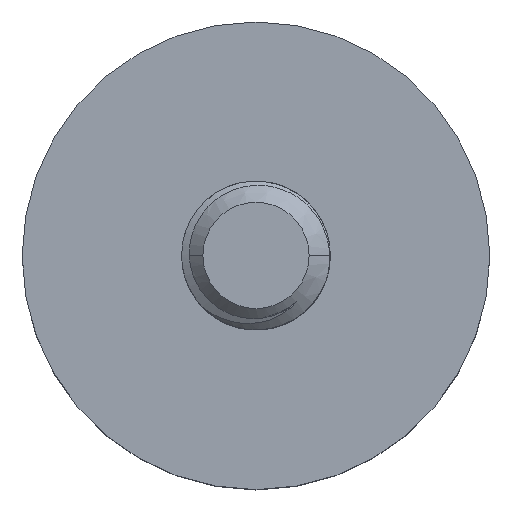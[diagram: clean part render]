
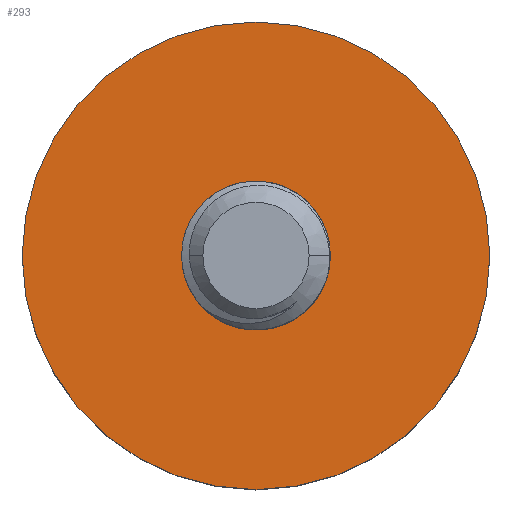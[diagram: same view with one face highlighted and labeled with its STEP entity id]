
A CAD part, top view. The second image highlights one B-rep face of the part: STEP entity #293.
In plain terms, the highlighted planar face has unit normal (0, 0, 1).
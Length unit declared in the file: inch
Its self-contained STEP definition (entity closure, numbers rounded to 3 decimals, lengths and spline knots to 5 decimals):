
#270 = VERTEX_POINT ( 'NONE', #1942 ) ;
#272 = EDGE_CURVE ( 'NONE', #273, #270, #1941, .T. ) ;
#273 = VERTEX_POINT ( 'NONE', #1936 ) ;
#279 = EDGE_CURVE ( 'NONE', #280, #281, #1963, .T. ) ;
#280 = VERTEX_POINT ( 'NONE', #1959 ) ;
#281 = VERTEX_POINT ( 'NONE', #1958 ) ;
#293 = ADVANCED_FACE ( 'NONE', ( #2029, #2028 ), #2011, .T. ) ;
#294 = EDGE_LOOP ( 'NONE', ( #295, #296 ) ) ;
#295 = ORIENTED_EDGE ( 'NONE', *, *, #353, .T. ) ;
#296 = ORIENTED_EDGE ( 'NONE', *, *, #279, .T. ) ;
#297 = EDGE_LOOP ( 'NONE', ( #298, #299 ) ) ;
#298 = ORIENTED_EDGE ( 'NONE', *, *, #272, .T. ) ;
#299 = ORIENTED_EDGE ( 'NONE', *, *, #300, .T. ) ;
#300 = EDGE_CURVE ( 'NONE', #270, #273, #2061, .T. ) ;
#353 = EDGE_CURVE ( 'NONE', #281, #280, #2245, .T. ) ;
#1936 = CARTESIAN_POINT ( 'NONE',  ( -0.07924, 0.07889, 0.15598 ) ) ;
#1937 = DIRECTION ( 'NONE',  ( -1., 0., 0. ) ) ;
#1938 = DIRECTION ( 'NONE',  ( 0., 0., -1. ) ) ;
#1939 = CARTESIAN_POINT ( 'NONE',  ( -0.02412, 0.07889, 0.15598 ) ) ;
#1940 = AXIS2_PLACEMENT_3D ( 'NONE', #1939, #1938, #1937 ) ;
#1941 = CIRCLE ( 'NONE', #1940, 0.05512 ) ;
#1942 = CARTESIAN_POINT ( 'NONE',  ( 0.031, 0.07889, 0.15598 ) ) ;
#1958 = CARTESIAN_POINT ( 'NONE',  ( -0.24066, 0.07889, 0.15598 ) ) ;
#1959 = CARTESIAN_POINT ( 'NONE',  ( 0.19241, 0.07889, 0.15598 ) ) ;
#1960 = DIRECTION ( 'NONE',  ( 1., 0., 0. ) ) ;
#1961 = DIRECTION ( 'NONE',  ( 0., 0., 1. ) ) ;
#1962 = AXIS2_PLACEMENT_3D ( 'NONE', #1968, #1961, #1960 ) ;
#1963 = CIRCLE ( 'NONE', #1962, 0.21654 ) ;
#1968 = CARTESIAN_POINT ( 'NONE',  ( -0.02412, 0.07889, 0.15598 ) ) ;
#2008 = DIRECTION ( 'NONE',  ( 0., 0., 1. ) ) ;
#2009 = CARTESIAN_POINT ( 'NONE',  ( -0.02412, 0.07889, 0.15598 ) ) ;
#2010 = AXIS2_PLACEMENT_3D ( 'NONE', #2009, #2008, #2063 ) ;
#2011 = PLANE ( 'NONE',  #2010 ) ;
#2028 = FACE_BOUND ( 'NONE', #297, .T. ) ;
#2029 = FACE_OUTER_BOUND ( 'NONE', #294, .T. ) ;
#2057 = DIRECTION ( 'NONE',  ( -1., 0., 0. ) ) ;
#2058 = DIRECTION ( 'NONE',  ( 0., 0., -1. ) ) ;
#2059 = CARTESIAN_POINT ( 'NONE',  ( -0.02412, 0.07889, 0.15598 ) ) ;
#2060 = AXIS2_PLACEMENT_3D ( 'NONE', #2059, #2058, #2057 ) ;
#2061 = CIRCLE ( 'NONE', #2060, 0.05512 ) ;
#2063 = DIRECTION ( 'NONE',  ( 1., 0., 0. ) ) ;
#2241 = DIRECTION ( 'NONE',  ( 1., 0., 0. ) ) ;
#2242 = DIRECTION ( 'NONE',  ( 0., 0., 1. ) ) ;
#2243 = CARTESIAN_POINT ( 'NONE',  ( -0.02412, 0.07889, 0.15598 ) ) ;
#2244 = AXIS2_PLACEMENT_3D ( 'NONE', #2243, #2242, #2241 ) ;
#2245 = CIRCLE ( 'NONE', #2244, 0.21654 ) ;
